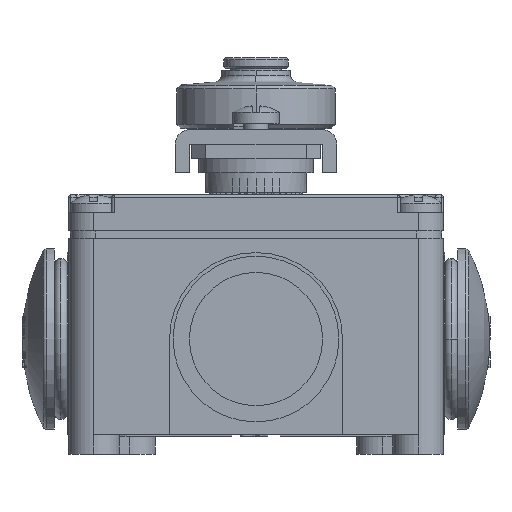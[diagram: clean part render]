
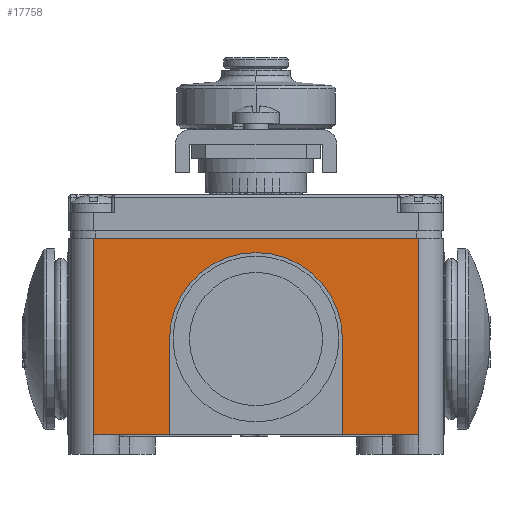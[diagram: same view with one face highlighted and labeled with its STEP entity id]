
A CAD part, front view. The second image highlights one B-rep face of the part: STEP entity #17758.
In plain terms, the highlighted face is planar.
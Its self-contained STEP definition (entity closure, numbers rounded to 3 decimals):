
#3399=DIRECTION('',(1.,0.,0.));
#3400=VECTOR('',#3399,45.);
#3401=CARTESIAN_POINT('',(-22.5,30.,31.));
#3402=LINE('',#3401,#3400);
#4295=DIRECTION('',(0.,-1.,0.));
#4296=VECTOR('',#4295,27.25);
#4297=CARTESIAN_POINT('',(22.5,30.,31.));
#4298=LINE('',#4297,#4296);
#4702=DIRECTION('',(0.,-1.,0.));
#4703=VECTOR('',#4702,27.25);
#4704=CARTESIAN_POINT('',(-22.5,30.,31.));
#4705=LINE('',#4704,#4703);
#4728=DIRECTION('',(1.,0.,0.));
#4729=VECTOR('',#4728,10.5);
#4730=CARTESIAN_POINT('',(12.,2.75,31.));
#4731=LINE('',#4730,#4729);
#4732=DIRECTION('',(0.,1.,0.));
#4733=VECTOR('',#4732,13.25);
#4734=CARTESIAN_POINT('',(12.,2.75,31.));
#4735=LINE('',#4734,#4733);
#4736=CARTESIAN_POINT('',(0.,16.,31.));
#4737=DIRECTION('',(0.,0.,1.));
#4738=DIRECTION('',(1.,0.,0.));
#4739=AXIS2_PLACEMENT_3D('',#4736,#4737,#4738);
#4741=DIRECTION('',(0.,1.,0.));
#4742=VECTOR('',#4741,13.25);
#4743=CARTESIAN_POINT('',(-12.,2.75,31.));
#4744=LINE('',#4743,#4742);
#4745=DIRECTION('',(1.,0.,0.));
#4746=VECTOR('',#4745,10.5);
#4747=CARTESIAN_POINT('',(-22.5,2.75,31.));
#4748=LINE('',#4747,#4746);
#10188=CARTESIAN_POINT('',(22.5,30.,31.));
#10189=CARTESIAN_POINT('',(22.5,2.75,31.));
#10190=VERTEX_POINT('',#10188);
#10191=VERTEX_POINT('',#10189);
#10192=CARTESIAN_POINT('',(-22.5,30.,31.));
#10193=CARTESIAN_POINT('',(-22.5,2.75,31.));
#10194=VERTEX_POINT('',#10192);
#10195=VERTEX_POINT('',#10193);
#10388=CARTESIAN_POINT('',(-12.,2.75,31.));
#10389=VERTEX_POINT('',#10388);
#13038=CARTESIAN_POINT('',(12.,16.,31.));
#13039=CARTESIAN_POINT('',(-12.,16.,31.));
#13040=VERTEX_POINT('',#13038);
#13041=VERTEX_POINT('',#13039);
#13046=CARTESIAN_POINT('',(12.,2.75,31.));
#13047=VERTEX_POINT('',#13046);
#17740=CARTESIAN_POINT('',(-26.,0.,31.));
#17741=DIRECTION('',(0.,0.,1.));
#17742=DIRECTION('',(1.,0.,0.));
#17743=AXIS2_PLACEMENT_3D('',#17740,#17741,#17742);
#17744=PLANE('',#17743);
#17745=ORIENTED_EDGE('',*,*,#17168,.T.);
#17746=ORIENTED_EDGE('',*,*,#14169,.F.);
#17748=ORIENTED_EDGE('',*,*,#17747,.T.);
#17750=ORIENTED_EDGE('',*,*,#17749,.T.);
#17752=ORIENTED_EDGE('',*,*,#17751,.F.);
#17753=ORIENTED_EDGE('',*,*,#14161,.F.);
#17754=ORIENTED_EDGE('',*,*,#17728,.F.);
#17755=ORIENTED_EDGE('',*,*,#15800,.T.);
#17756=EDGE_LOOP('',(#17745,#17746,#17748,#17750,#17752,#17753,#17754,#17755));
#17757=FACE_OUTER_BOUND('',#17756,.F.);
#4740=CIRCLE('',#4739,12.);
#14161=EDGE_CURVE('',#10195,#10389,#4748,.T.);
#14169=EDGE_CURVE('',#13047,#10191,#4731,.T.);
#15800=EDGE_CURVE('',#10194,#10190,#3402,.T.);
#17168=EDGE_CURVE('',#10190,#10191,#4298,.T.);
#17728=EDGE_CURVE('',#10194,#10195,#4705,.T.);
#17747=EDGE_CURVE('',#13047,#13040,#4735,.T.);
#17749=EDGE_CURVE('',#13040,#13041,#4740,.T.);
#17751=EDGE_CURVE('',#10389,#13041,#4744,.T.);
#17758=ADVANCED_FACE('',(#17757),#17744,.T.);
